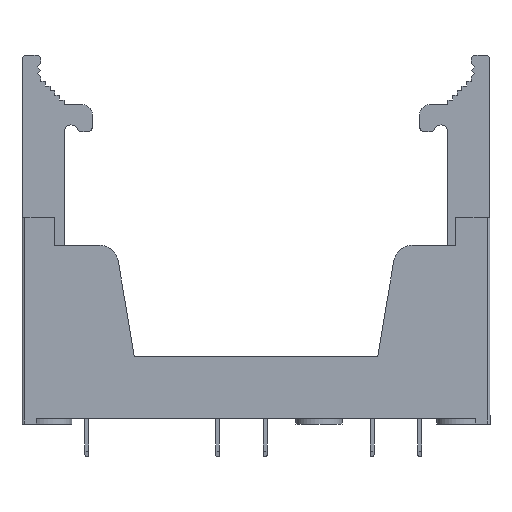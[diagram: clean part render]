
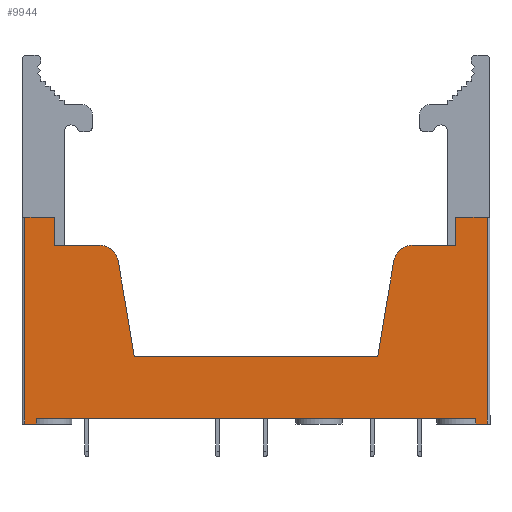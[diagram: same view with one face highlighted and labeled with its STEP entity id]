
A CAD part, front view. The second image highlights one B-rep face of the part: STEP entity #9944.
In plain terms, the highlighted planar face has unit normal (0, -1, 0).
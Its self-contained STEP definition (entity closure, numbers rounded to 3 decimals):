
#3741=CARTESIAN_POINT('',(23.4,-7.5,0.6));
#3742=VERTEX_POINT('',#3741);
#3749=CARTESIAN_POINT('',(-23.6,-7.5,0.6));
#3750=VERTEX_POINT('',#3749);
#3751=CARTESIAN_POINT('',(-23.6,-7.5,0.6));
#3752=DIRECTION('',(1.0,0.0,0.0));
#3753=VECTOR('',#3752,47.);
#3754=LINE('',#3751,#3753);
#3755=EDGE_CURVE('',#3750,#3742,#3754,.T.);
#3970=CARTESIAN_POINT('',(24.6,-7.5,0.0));
#3971=VERTEX_POINT('',#3970);
#3981=CARTESIAN_POINT('',(23.4,-7.5,0.0));
#3982=VERTEX_POINT('',#3981);
#3983=CARTESIAN_POINT('',(24.6,-7.5,0.0));
#3984=DIRECTION('',(-1.0,0.0,0.0));
#3985=VECTOR('',#3984,1.2);
#3986=LINE('',#3983,#3985);
#3987=EDGE_CURVE('',#3971,#3982,#3986,.T.);
#4043=CARTESIAN_POINT('',(23.4,-7.5,0.6));
#4044=DIRECTION('',(0.0,0.0,-1.0));
#4045=VECTOR('',#4044,0.6);
#4046=LINE('',#4043,#4045);
#4047=EDGE_CURVE('',#3742,#3982,#4046,.T.);
#4148=CARTESIAN_POINT('',(-24.8,-7.5,0.0));
#4149=VERTEX_POINT('',#4148);
#4173=CARTESIAN_POINT('',(-23.6,-7.5,0.0));
#4174=VERTEX_POINT('',#4173);
#4181=CARTESIAN_POINT('',(-24.8,-7.5,0.0));
#4182=DIRECTION('',(1.0,0.0,0.0));
#4183=VECTOR('',#4182,1.2);
#4184=LINE('',#4181,#4183);
#4185=EDGE_CURVE('',#4149,#4174,#4184,.T.);
#4219=CARTESIAN_POINT('',(-23.6,-7.5,0.6));
#4220=DIRECTION('',(0.0,0.0,-1.0));
#4221=VECTOR('',#4220,0.6);
#4222=LINE('',#4219,#4221);
#4223=EDGE_CURVE('',#3750,#4174,#4222,.T.);
#4773=CARTESIAN_POINT('',(-21.6,-7.5,19.1));
#4774=VERTEX_POINT('',#4773);
#4781=CARTESIAN_POINT('',(-16.792,-7.5,19.1));
#4782=VERTEX_POINT('',#4781);
#4783=CARTESIAN_POINT('',(-16.792,-7.5,19.1));
#4784=DIRECTION('',(-1.0,0.0,0.0));
#4785=VECTOR('',#4784,4.808);
#4786=LINE('',#4783,#4785);
#4787=EDGE_CURVE('',#4782,#4774,#4786,.T.);
#4901=CARTESIAN_POINT('',(16.592,-7.5,19.1));
#4902=VERTEX_POINT('',#4901);
#4909=CARTESIAN_POINT('',(21.24,-7.5,19.1));
#4910=VERTEX_POINT('',#4909);
#4911=CARTESIAN_POINT('',(21.24,-7.5,19.1));
#4912=DIRECTION('',(-1.0,0.0,0.0));
#4913=VECTOR('',#4912,4.648);
#4914=LINE('',#4911,#4913);
#4915=EDGE_CURVE('',#4910,#4902,#4914,.T.);
#4940=CARTESIAN_POINT('',(14.62,-7.5,17.431));
#4941=VERTEX_POINT('',#4940);
#4948=CARTESIAN_POINT('',(16.592,-7.5,17.1));
#4949=DIRECTION('',(0.,-1.0,0.));
#4950=DIRECTION('',(-0.986,0.,0.166));
#4951=AXIS2_PLACEMENT_3D('',#4948,#4949,#4950);
#4952=CIRCLE('',#4951,2.);
#4953=EDGE_CURVE('',#4902,#4941,#4952,.T.);
#4965=CARTESIAN_POINT('',(12.9,-7.5,7.2));
#4966=VERTEX_POINT('',#4965);
#4973=CARTESIAN_POINT('',(14.62,-7.5,17.431));
#4974=DIRECTION('',(-0.166,0.,-0.986));
#4975=VECTOR('',#4974,10.375);
#4976=LINE('',#4973,#4975);
#4977=EDGE_CURVE('',#4941,#4966,#4976,.T.);
#5918=CARTESIAN_POINT('',(-24.8,-7.5,22.1));
#5919=VERTEX_POINT('',#5918);
#5920=CARTESIAN_POINT('',(-24.8,-7.5,0.0));
#5921=DIRECTION('',(0.0,0.0,1.0));
#5922=VECTOR('',#5921,22.1);
#5923=LINE('',#5920,#5922);
#5924=EDGE_CURVE('',#4149,#5919,#5923,.T.);
#6103=CARTESIAN_POINT('',(24.6,-7.5,22.1));
#6104=VERTEX_POINT('',#6103);
#6112=CARTESIAN_POINT('',(24.6,-7.5,22.1));
#6113=DIRECTION('',(0.0,0.0,-1.0));
#6114=VECTOR('',#6113,22.1);
#6115=LINE('',#6112,#6114);
#6116=EDGE_CURVE('',#6104,#3971,#6115,.T.);
#6138=CARTESIAN_POINT('',(21.24,-7.5,22.1));
#6139=VERTEX_POINT('',#6138);
#6146=CARTESIAN_POINT('',(24.6,-7.5,22.1));
#6147=DIRECTION('',(-1.0,0.0,0.0));
#6148=VECTOR('',#6147,3.36);
#6149=LINE('',#6146,#6148);
#6150=EDGE_CURVE('',#6104,#6139,#6149,.T.);
#7017=CARTESIAN_POINT('',(-13.1,-7.5,7.2));
#7018=VERTEX_POINT('',#7017);
#7025=CARTESIAN_POINT('',(12.9,-7.5,7.2));
#7026=DIRECTION('',(-1.0,0.0,0.0));
#7027=VECTOR('',#7026,26.0);
#7028=LINE('',#7025,#7027);
#7029=EDGE_CURVE('',#4966,#7018,#7028,.T.);
#9694=CARTESIAN_POINT('',(-14.82,-7.5,17.431));
#9695=VERTEX_POINT('',#9694);
#9702=CARTESIAN_POINT('',(-13.1,-7.5,7.2));
#9703=DIRECTION('',(-0.166,0.,0.986));
#9704=VECTOR('',#9703,10.375);
#9705=LINE('',#9702,#9704);
#9706=EDGE_CURVE('',#7018,#9695,#9705,.T.);
#9719=CARTESIAN_POINT('',(-16.792,-7.5,17.1));
#9720=DIRECTION('',(0.0,-1.0,0.0));
#9721=DIRECTION('',(0.0,0.0,1.0));
#9722=AXIS2_PLACEMENT_3D('',#9719,#9720,#9721);
#9723=CIRCLE('',#9722,2.);
#9724=EDGE_CURVE('',#9695,#4782,#9723,.T.);
#9736=CARTESIAN_POINT('',(-21.6,-7.5,22.1));
#9737=VERTEX_POINT('',#9736);
#9744=CARTESIAN_POINT('',(-21.6,-7.5,19.1));
#9745=DIRECTION('',(0.0,0.0,1.0));
#9746=VECTOR('',#9745,3.0);
#9747=LINE('',#9744,#9746);
#9748=EDGE_CURVE('',#4774,#9737,#9747,.T.);
#9801=CARTESIAN_POINT('',(21.24,-7.5,22.1));
#9802=DIRECTION('',(0.0,0.0,-1.0));
#9803=VECTOR('',#9802,3.0);
#9804=LINE('',#9801,#9803);
#9805=EDGE_CURVE('',#6139,#4910,#9804,.T.);
#9859=CARTESIAN_POINT('',(-21.6,-7.5,22.1));
#9860=DIRECTION('',(-1.0,0.0,0.0));
#9861=VECTOR('',#9860,3.2);
#9862=LINE('',#9859,#9861);
#9863=EDGE_CURVE('',#9737,#5919,#9862,.T.);
#9919=CARTESIAN_POINT('',(-0.103,-7.5,9.012));
#9920=DIRECTION('',(0.0,-1.0,0.0));
#9921=DIRECTION('',(1.0,0.0,0.0));
#9922=AXIS2_PLACEMENT_3D('',#9919,#9920,#9921);
#9923=PLANE('',#9922);
#9924=ORIENTED_EDGE('',*,*,#5924,.F.);
#9925=ORIENTED_EDGE('',*,*,#4185,.T.);
#9926=ORIENTED_EDGE('',*,*,#4223,.F.);
#9927=ORIENTED_EDGE('',*,*,#3755,.T.);
#9928=ORIENTED_EDGE('',*,*,#4047,.T.);
#9929=ORIENTED_EDGE('',*,*,#3987,.F.);
#9930=ORIENTED_EDGE('',*,*,#6116,.F.);
#9931=ORIENTED_EDGE('',*,*,#6150,.T.);
#9932=ORIENTED_EDGE('',*,*,#9805,.T.);
#9933=ORIENTED_EDGE('',*,*,#4915,.T.);
#9934=ORIENTED_EDGE('',*,*,#4953,.T.);
#9935=ORIENTED_EDGE('',*,*,#4977,.T.);
#9936=ORIENTED_EDGE('',*,*,#7029,.T.);
#9937=ORIENTED_EDGE('',*,*,#9706,.T.);
#9938=ORIENTED_EDGE('',*,*,#9724,.T.);
#9939=ORIENTED_EDGE('',*,*,#4787,.T.);
#9940=ORIENTED_EDGE('',*,*,#9748,.T.);
#9941=ORIENTED_EDGE('',*,*,#9863,.T.);
#9942=EDGE_LOOP('',(#9924,#9925,#9926,#9927,#9928,#9929,#9930,#9931,#9932,#9933,#9934,#9935,#9936,#9937,#9938,#9939,#9940,#9941));
#9943=FACE_OUTER_BOUND('',#9942,.T.);
#9944=ADVANCED_FACE('',(#9943),#9923,.T.);
